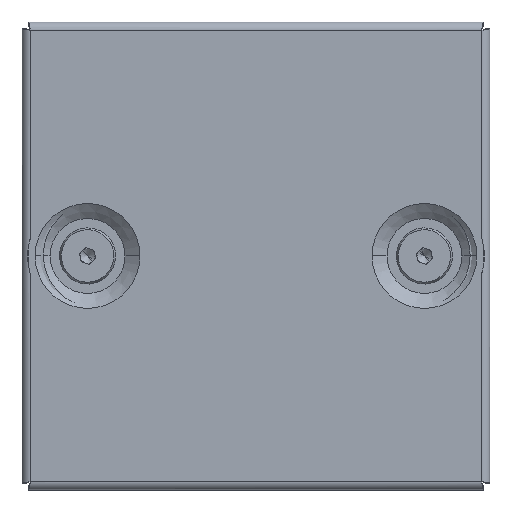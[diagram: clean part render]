
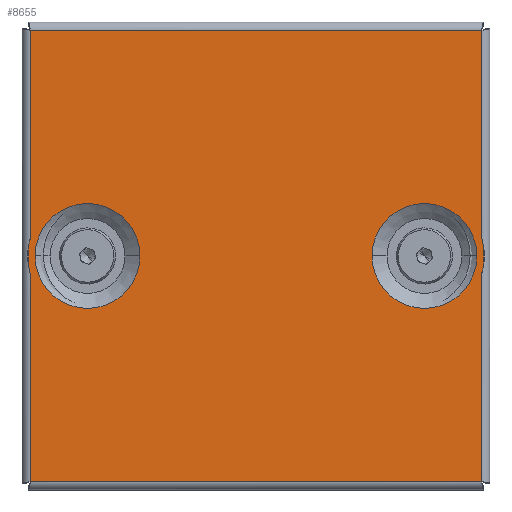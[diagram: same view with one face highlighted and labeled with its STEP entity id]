
A CAD part, top view. The second image highlights one B-rep face of the part: STEP entity #8655.
In plain terms, the highlighted face is planar.
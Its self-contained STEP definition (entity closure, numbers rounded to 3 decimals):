
#3 = AXIS2_PLACEMENT_3D ( 'NONE', #7886, #5295, #3412 ) ;
#30 = CIRCLE ( 'NONE', #976, 16. ) ;
#49 = DIRECTION ( 'NONE',  ( -1., 0., 0. ) ) ;
#146 = ORIENTED_EDGE ( 'NONE', *, *, #1822, .T. ) ;
#459 = EDGE_CURVE ( 'NONE', #2282, #5618, #7352, .T. ) ;
#484 = DIRECTION ( 'NONE',  ( 0., 0., -1. ) ) ;
#515 = AXIS2_PLACEMENT_3D ( 'NONE', #5336, #11629, #3564 ) ;
#818 = CIRCLE ( 'NONE', #3249, 14. ) ;
#887 = ORIENTED_EDGE ( 'NONE', *, *, #2182, .F. ) ;
#976 = AXIS2_PLACEMENT_3D ( 'NONE', #6405, #10772, #986 ) ;
#986 = DIRECTION ( 'NONE',  ( 1., 0., 0. ) ) ;
#1247 = EDGE_CURVE ( 'NONE', #7133, #1251, #818, .T. ) ;
#1251 = VERTEX_POINT ( 'NONE', #2191 ) ;
#1371 = CARTESIAN_POINT ( 'NONE',  ( 45., 0., 0. ) ) ;
#1381 = ORIENTED_EDGE ( 'NONE', *, *, #11065, .F. ) ;
#1391 = EDGE_CURVE ( 'NONE', #5735, #2072, #6958, .T. ) ;
#1407 = CARTESIAN_POINT ( 'NONE',  ( 60.3, 0., 60.793 ) ) ;
#1410 = ORIENTED_EDGE ( 'NONE', *, *, #8297, .T. ) ;
#1491 = DIRECTION ( 'NONE',  ( 0., 0., -1. ) ) ;
#1553 = ORIENTED_EDGE ( 'NONE', *, *, #8404, .T. ) ;
#1719 = CIRCLE ( 'NONE', #7359, 14. ) ;
#1822 = EDGE_CURVE ( 'NONE', #8229, #5914, #3696, .T. ) ;
#1864 = CARTESIAN_POINT ( 'NONE',  ( -60.3, 0., 4.681 ) ) ;
#1905 = LINE ( 'NONE', #3606, #8813 ) ;
#2053 = EDGE_CURVE ( 'NONE', #2578, #8229, #2336, .T. ) ;
#2072 = VERTEX_POINT ( 'NONE', #7527 ) ;
#2182 = EDGE_CURVE ( 'NONE', #4798, #10322, #9909, .T. ) ;
#2191 = CARTESIAN_POINT ( 'NONE',  ( 31., 0., 0. ) ) ;
#2244 = DIRECTION ( 'NONE',  ( 0., 1., 0. ) ) ;
#2250 = ORIENTED_EDGE ( 'NONE', *, *, #8053, .F. ) ;
#2277 = DIRECTION ( 'NONE',  ( 0., 0., -1. ) ) ;
#2282 = VERTEX_POINT ( 'NONE', #5625 ) ;
#2336 = LINE ( 'NONE', #7588, #7094 ) ;
#2350 = FACE_BOUND ( 'NONE', #6470, .T. ) ;
#2479 = CARTESIAN_POINT ( 'NONE',  ( -60.793, 0., 60.3 ) ) ;
#2545 = CARTESIAN_POINT ( 'NONE',  ( 45., 0., 0. ) ) ;
#2578 = VERTEX_POINT ( 'NONE', #7575 ) ;
#2593 = DIRECTION ( 'NONE',  ( 1., 0., 0. ) ) ;
#2644 = CARTESIAN_POINT ( 'NONE',  ( -59., 0., 0. ) ) ;
#2938 = CARTESIAN_POINT ( 'NONE',  ( 60.3, 0., 4.681 ) ) ;
#3249 = AXIS2_PLACEMENT_3D ( 'NONE', #1371, #2244, #484 ) ;
#3250 = VERTEX_POINT ( 'NONE', #2938 ) ;
#3412 = DIRECTION ( 'NONE',  ( -1., 0., 0. ) ) ;
#3564 = DIRECTION ( 'NONE',  ( 1., 0., 0. ) ) ;
#3592 = CARTESIAN_POINT ( 'NONE',  ( 60.793, 0., -60.3 ) ) ;
#3606 = CARTESIAN_POINT ( 'NONE',  ( -60.3, 0., -60.793 ) ) ;
#3696 = CIRCLE ( 'NONE', #8605, 16. ) ;
#3901 = CARTESIAN_POINT ( 'NONE',  ( -45., 0., 0. ) ) ;
#3940 = ORIENTED_EDGE ( 'NONE', *, *, #5265, .F. ) ;
#3944 = CARTESIAN_POINT ( 'NONE',  ( -60.3, 0., 60.3 ) ) ;
#4473 = CARTESIAN_POINT ( 'NONE',  ( 59., 0., 0. ) ) ;
#4547 = DIRECTION ( 'NONE',  ( 0., 0., 1. ) ) ;
#4683 = DIRECTION ( 'NONE',  ( 0., 0., 1. ) ) ;
#4798 = VERTEX_POINT ( 'NONE', #6885 ) ;
#4881 = CARTESIAN_POINT ( 'NONE',  ( 60.3, 0., -60.3 ) ) ;
#4964 = DIRECTION ( 'NONE',  ( 0., 0., 1. ) ) ;
#5238 = CARTESIAN_POINT ( 'NONE',  ( 0., 0., 0. ) ) ;
#5265 = EDGE_CURVE ( 'NONE', #10322, #3250, #30, .T. ) ;
#5295 = DIRECTION ( 'NONE',  ( 0., 1., 0. ) ) ;
#5330 = VECTOR ( 'NONE', #2593, 1000. ) ;
#5336 = CARTESIAN_POINT ( 'NONE',  ( 45., 0., 0. ) ) ;
#5365 = ORIENTED_EDGE ( 'NONE', *, *, #459, .F. ) ;
#5594 = AXIS2_PLACEMENT_3D ( 'NONE', #3901, #5839, #4964 ) ;
#5618 = VERTEX_POINT ( 'NONE', #2644 ) ;
#5625 = CARTESIAN_POINT ( 'NONE',  ( -31., 0., 0. ) ) ;
#5735 = VERTEX_POINT ( 'NONE', #3944 ) ;
#5767 = ORIENTED_EDGE ( 'NONE', *, *, #1247, .F. ) ;
#5794 = VERTEX_POINT ( 'NONE', #4881 ) ;
#5839 = DIRECTION ( 'NONE',  ( 0., 1., 0. ) ) ;
#5876 = VECTOR ( 'NONE', #8187, 1000. ) ;
#5914 = VERTEX_POINT ( 'NONE', #7031 ) ;
#5974 = ORIENTED_EDGE ( 'NONE', *, *, #2053, .T. ) ;
#6074 = FACE_OUTER_BOUND ( 'NONE', #7902, .T. ) ;
#6127 = PLANE ( 'NONE',  #10586 ) ;
#6393 = ORIENTED_EDGE ( 'NONE', *, *, #7688, .T. ) ;
#6405 = CARTESIAN_POINT ( 'NONE',  ( 45., 0., 0. ) ) ;
#6458 = CARTESIAN_POINT ( 'NONE',  ( -45., 0., 0. ) ) ;
#6470 = EDGE_LOOP ( 'NONE', ( #5767, #1381 ) ) ;
#6720 = EDGE_CURVE ( 'NONE', #9037, #5735, #1905, .T. ) ;
#6761 = LINE ( 'NONE', #1407, #8041 ) ;
#6816 = VECTOR ( 'NONE', #9959, 1000. ) ;
#6847 = DIRECTION ( 'NONE',  ( 0., 1., 0. ) ) ;
#6885 = CARTESIAN_POINT ( 'NONE',  ( 60.3, 0., -4.681 ) ) ;
#6958 = LINE ( 'NONE', #2479, #5330 ) ;
#6960 = CARTESIAN_POINT ( 'NONE',  ( -45., 0., 0. ) ) ;
#7031 = CARTESIAN_POINT ( 'NONE',  ( -61., 0., 0. ) ) ;
#7094 = VECTOR ( 'NONE', #10248, 1000. ) ;
#7133 = VERTEX_POINT ( 'NONE', #4473 ) ;
#7352 = CIRCLE ( 'NONE', #9802, 14. ) ;
#7359 = AXIS2_PLACEMENT_3D ( 'NONE', #2545, #7730, #1491 ) ;
#7396 = DIRECTION ( 'NONE',  ( 0., 1., 0. ) ) ;
#7527 = CARTESIAN_POINT ( 'NONE',  ( 60.3, 0., 60.3 ) ) ;
#7575 = CARTESIAN_POINT ( 'NONE',  ( -60.3, 0., -60.3 ) ) ;
#7588 = CARTESIAN_POINT ( 'NONE',  ( -60.3, 0., -60.793 ) ) ;
#7688 = EDGE_CURVE ( 'NONE', #4798, #5794, #6761, .T. ) ;
#7730 = DIRECTION ( 'NONE',  ( 0., 1., 0. ) ) ;
#7886 = CARTESIAN_POINT ( 'NONE',  ( -45., 0., 0. ) ) ;
#7902 = EDGE_LOOP ( 'NONE', ( #1553, #3940, #887, #6393, #1410, #5974, #146, #9706, #10001, #9133 ) ) ;
#8041 = VECTOR ( 'NONE', #2277, 1000. ) ;
#8053 = EDGE_CURVE ( 'NONE', #5618, #2282, #10684, .T. ) ;
#8073 = LINE ( 'NONE', #10793, #5876 ) ;
#8187 = DIRECTION ( 'NONE',  ( 0., 0., -1. ) ) ;
#8229 = VERTEX_POINT ( 'NONE', #11543 ) ;
#8297 = EDGE_CURVE ( 'NONE', #5794, #2578, #9076, .T. ) ;
#8404 = EDGE_CURVE ( 'NONE', #2072, #3250, #8073, .T. ) ;
#8605 = AXIS2_PLACEMENT_3D ( 'NONE', #6960, #6847, #49 ) ;
#8655 = ADVANCED_FACE ( 'NONE', ( #6074, #11420, #2350 ), #6127, .T. ) ;
#8662 = CIRCLE ( 'NONE', #3, 16. ) ;
#8813 = VECTOR ( 'NONE', #4547, 1000. ) ;
#9021 = EDGE_LOOP ( 'NONE', ( #2250, #5365 ) ) ;
#9037 = VERTEX_POINT ( 'NONE', #1864 ) ;
#9076 = LINE ( 'NONE', #3592, #6816 ) ;
#9133 = ORIENTED_EDGE ( 'NONE', *, *, #1391, .T. ) ;
#9706 = ORIENTED_EDGE ( 'NONE', *, *, #9871, .T. ) ;
#9718 = DIRECTION ( 'NONE',  ( 0., 0., 1. ) ) ;
#9802 = AXIS2_PLACEMENT_3D ( 'NONE', #6458, #7396, #4683 ) ;
#9871 = EDGE_CURVE ( 'NONE', #5914, #9037, #8662, .T. ) ;
#9909 = CIRCLE ( 'NONE', #515, 16. ) ;
#9959 = DIRECTION ( 'NONE',  ( -1., 0., 0. ) ) ;
#10001 = ORIENTED_EDGE ( 'NONE', *, *, #6720, .T. ) ;
#10248 = DIRECTION ( 'NONE',  ( 0., 0., 1. ) ) ;
#10322 = VERTEX_POINT ( 'NONE', #11353 ) ;
#10498 = DIRECTION ( 'NONE',  ( 0., 1., 0. ) ) ;
#10586 = AXIS2_PLACEMENT_3D ( 'NONE', #5238, #10498, #9718 ) ;
#10684 = CIRCLE ( 'NONE', #5594, 14. ) ;
#10772 = DIRECTION ( 'NONE',  ( 0., -1., 0. ) ) ;
#10793 = CARTESIAN_POINT ( 'NONE',  ( 60.3, 0., 60.793 ) ) ;
#11065 = EDGE_CURVE ( 'NONE', #1251, #7133, #1719, .T. ) ;
#11353 = CARTESIAN_POINT ( 'NONE',  ( 61., 0., 0. ) ) ;
#11420 = FACE_BOUND ( 'NONE', #9021, .T. ) ;
#11543 = CARTESIAN_POINT ( 'NONE',  ( -60.3, 0., -4.681 ) ) ;
#11629 = DIRECTION ( 'NONE',  ( 0., -1., 0. ) ) ;
